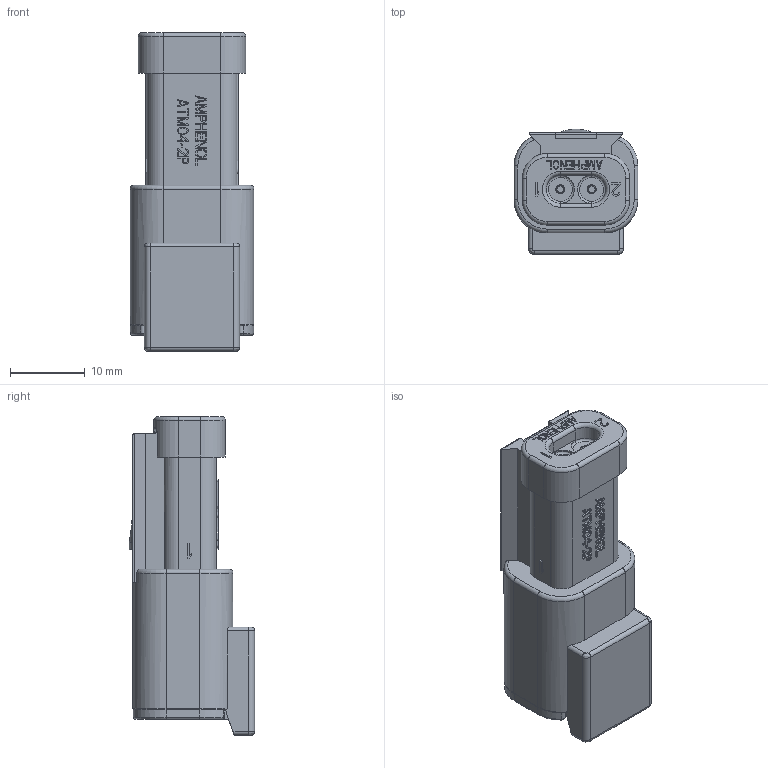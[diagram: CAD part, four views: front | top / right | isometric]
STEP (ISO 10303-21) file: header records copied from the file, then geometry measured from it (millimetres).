
FILE_DESCRIPTION((''),'2;1');
FILE_NAME('C-26-54230-02P_3D','2019-02-28T',('zenin.deng'),(''),'PRO/ENGINEER BY PARAMETRIC TECHNOLOGY CORPORATION, 2016360','PRO/ENGINEER BY PARAMETRIC TECHNOLOGY CORPORATION, 2016360','');
FILE_SCHEMA(('CONFIG_CONTROL_DESIGN'));
Length unit declared in the file: millimetre
Products named in the file (1): C-26-54230-02P_3D
Bounding box: 16.6 x 16.78 x 42.7 mm (x, y, z)
Volume: 4936.4 mm3; surface area: 4217.9 mm2
Topology: 1 solids, 3 shells, 929 faces, 2519 edges, 1642 vertices
Faces by surface type: plane 718, cylinder 123, torus 58, cone 22, bspline 8
Entity records: 29256 total; most frequent: CARTESIAN_POINT 5654, ORIENTED_EDGE 5038, DIRECTION 4661, EDGE_CURVE 2519, VECTOR 2077, LINE 2077, VERTEX_POINT 1642, AXIS2_PLACEMENT_3D 1292
